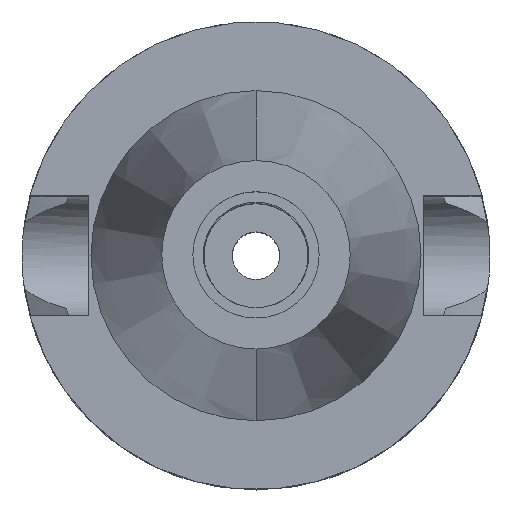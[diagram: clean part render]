
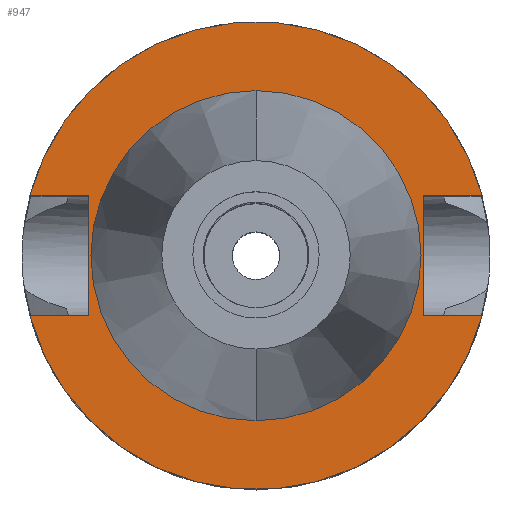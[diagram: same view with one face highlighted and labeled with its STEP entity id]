
A CAD part, top view. The second image highlights one B-rep face of the part: STEP entity #947.
In plain terms, the highlighted planar face has unit normal (0, 0, 1).
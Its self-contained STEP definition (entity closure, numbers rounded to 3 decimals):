
#2 = EDGE_CURVE ( 'NONE', #1684, #2535, #2808, .T. ) ;
#23 = ORIENTED_EDGE ( 'NONE', *, *, #2336, .F. ) ;
#30 = CARTESIAN_POINT ( 'NONE',  ( 22.5, -8.05, -1. ) ) ;
#52 = CARTESIAN_POINT ( 'NONE',  ( -22.5, 8.05, -1. ) ) ;
#102 = CARTESIAN_POINT ( 'NONE',  ( -22.5, -8.05, -1. ) ) ;
#124 = CARTESIAN_POINT ( 'NONE',  ( -30.454, -8.05, -1. ) ) ;
#193 = DIRECTION ( 'NONE',  ( 1., 0., 0. ) ) ;
#205 = ORIENTED_EDGE ( 'NONE', *, *, #1498, .F. ) ;
#206 = FACE_OUTER_BOUND ( 'NONE', #1370, .T. ) ;
#310 = EDGE_CURVE ( 'NONE', #2843, #3077, #2934, .T. ) ;
#363 = LINE ( 'NONE', #819, #2557 ) ;
#401 = EDGE_CURVE ( 'NONE', #1390, #1652, #2550, .T. ) ;
#460 = PLANE ( 'NONE',  #830 ) ;
#489 = CARTESIAN_POINT ( 'NONE',  ( 0., 0., -1. ) ) ;
#501 = CARTESIAN_POINT ( 'NONE',  ( 0., 0., -1. ) ) ;
#562 = ORIENTED_EDGE ( 'NONE', *, *, #310, .F. ) ;
#574 = DIRECTION ( 'NONE',  ( -1., 0., 0. ) ) ;
#593 = VECTOR ( 'NONE', #1639, 1000. ) ;
#644 = ORIENTED_EDGE ( 'NONE', *, *, #2972, .T. ) ;
#676 = FACE_BOUND ( 'NONE', #1585, .T. ) ;
#689 = DIRECTION ( 'NONE',  ( 0., -1., 0. ) ) ;
#729 = VECTOR ( 'NONE', #2761, 1000. ) ;
#752 = DIRECTION ( 'NONE',  ( 0., 0., -1. ) ) ;
#797 = EDGE_CURVE ( 'NONE', #2535, #1684, #1472, .T. ) ;
#798 = ORIENTED_EDGE ( 'NONE', *, *, #797, .F. ) ;
#819 = CARTESIAN_POINT ( 'NONE',  ( 22.5, 8.05, -1. ) ) ;
#825 = CARTESIAN_POINT ( 'NONE',  ( -30.454, 8.05, -1. ) ) ;
#830 = AXIS2_PLACEMENT_3D ( 'NONE', #489, #2637, #689 ) ;
#847 = ORIENTED_EDGE ( 'NONE', *, *, #401, .T. ) ;
#904 = LINE ( 'NONE', #1849, #3023 ) ;
#919 = CARTESIAN_POINT ( 'NONE',  ( -22.5, -8.05, -1. ) ) ;
#947 = ADVANCED_FACE ( 'NONE', ( #206, #676 ), #460, .F. ) ;
#1078 = CARTESIAN_POINT ( 'NONE',  ( 0., 22.225, -1. ) ) ;
#1087 = CIRCLE ( 'NONE', #2863, 31.5 ) ;
#1191 = CARTESIAN_POINT ( 'NONE',  ( -22.5, 8.05, -1. ) ) ;
#1219 = DIRECTION ( 'NONE',  ( 0., 0., -1. ) ) ;
#1249 = CARTESIAN_POINT ( 'NONE',  ( 30.454, 8.05, -1. ) ) ;
#1270 = AXIS2_PLACEMENT_3D ( 'NONE', #1333, #2545, #1312 ) ;
#1310 = ORIENTED_EDGE ( 'NONE', *, *, #1999, .F. ) ;
#1312 = DIRECTION ( 'NONE',  ( 0., 1., 0. ) ) ;
#1322 = DIRECTION ( 'NONE',  ( 0., -1., 0. ) ) ;
#1333 = CARTESIAN_POINT ( 'NONE',  ( 0., 0., -1. ) ) ;
#1370 = EDGE_LOOP ( 'NONE', ( #644, #2322, #2124, #1310, #847, #23, #562, #205 ) ) ;
#1390 = VERTEX_POINT ( 'NONE', #1557 ) ;
#1472 = CIRCLE ( 'NONE', #1270, 22.225 ) ;
#1483 = AXIS2_PLACEMENT_3D ( 'NONE', #501, #1219, #1894 ) ;
#1498 = EDGE_CURVE ( 'NONE', #1780, #2843, #2233, .T. ) ;
#1557 = CARTESIAN_POINT ( 'NONE',  ( 22.5, 8.05, -1. ) ) ;
#1585 = EDGE_LOOP ( 'NONE', ( #798, #1774 ) ) ;
#1639 = DIRECTION ( 'NONE',  ( -1., 0., 0. ) ) ;
#1652 = VERTEX_POINT ( 'NONE', #1249 ) ;
#1684 = VERTEX_POINT ( 'NONE', #2687 ) ;
#1696 = VERTEX_POINT ( 'NONE', #124 ) ;
#1720 = CARTESIAN_POINT ( 'NONE',  ( -22.5, -8.05, -1. ) ) ;
#1738 = DIRECTION ( 'NONE',  ( 0., -1., 0. ) ) ;
#1774 = ORIENTED_EDGE ( 'NONE', *, *, #2, .F. ) ;
#1780 = VERTEX_POINT ( 'NONE', #1720 ) ;
#1849 = CARTESIAN_POINT ( 'NONE',  ( 22.5, -8.05, -1. ) ) ;
#1868 = VERTEX_POINT ( 'NONE', #30 ) ;
#1894 = DIRECTION ( 'NONE',  ( 0., 1., 0. ) ) ;
#1902 = EDGE_CURVE ( 'NONE', #2906, #1696, #1087, .T. ) ;
#1922 = VECTOR ( 'NONE', #574, 1000. ) ;
#1944 = CARTESIAN_POINT ( 'NONE',  ( 0., 0., -1. ) ) ;
#1999 = EDGE_CURVE ( 'NONE', #1390, #1868, #363, .T. ) ;
#2023 = VECTOR ( 'NONE', #2310, 1000. ) ;
#2124 = ORIENTED_EDGE ( 'NONE', *, *, #2148, .F. ) ;
#2148 = EDGE_CURVE ( 'NONE', #1868, #2906, #904, .T. ) ;
#2233 = LINE ( 'NONE', #102, #729 ) ;
#2310 = DIRECTION ( 'NONE',  ( 1., 0., 0. ) ) ;
#2322 = ORIENTED_EDGE ( 'NONE', *, *, #1902, .F. ) ;
#2336 = EDGE_CURVE ( 'NONE', #3077, #1652, #2865, .T. ) ;
#2535 = VERTEX_POINT ( 'NONE', #1078 ) ;
#2545 = DIRECTION ( 'NONE',  ( 0., 0., 1. ) ) ;
#2550 = LINE ( 'NONE', #2792, #2023 ) ;
#2557 = VECTOR ( 'NONE', #1738, 1000. ) ;
#2623 = CARTESIAN_POINT ( 'NONE',  ( 30.454, -8.05, -1. ) ) ;
#2637 = DIRECTION ( 'NONE',  ( 0., 0., -1. ) ) ;
#2646 = AXIS2_PLACEMENT_3D ( 'NONE', #3026, #2766, #1322 ) ;
#2687 = CARTESIAN_POINT ( 'NONE',  ( 0., -22.225, -1. ) ) ;
#2761 = DIRECTION ( 'NONE',  ( 0., 1., 0. ) ) ;
#2766 = DIRECTION ( 'NONE',  ( 0., 0., 1. ) ) ;
#2792 = CARTESIAN_POINT ( 'NONE',  ( 22.5, 8.05, -1. ) ) ;
#2808 = CIRCLE ( 'NONE', #2646, 22.225 ) ;
#2843 = VERTEX_POINT ( 'NONE', #1191 ) ;
#2863 = AXIS2_PLACEMENT_3D ( 'NONE', #1944, #752, #2882 ) ;
#2865 = CIRCLE ( 'NONE', #1483, 31.5 ) ;
#2882 = DIRECTION ( 'NONE',  ( 0., -1., 0. ) ) ;
#2906 = VERTEX_POINT ( 'NONE', #2623 ) ;
#2934 = LINE ( 'NONE', #52, #1922 ) ;
#2972 = EDGE_CURVE ( 'NONE', #1780, #1696, #3100, .T. ) ;
#3023 = VECTOR ( 'NONE', #193, 1000. ) ;
#3026 = CARTESIAN_POINT ( 'NONE',  ( 0., 0., -1. ) ) ;
#3077 = VERTEX_POINT ( 'NONE', #825 ) ;
#3100 = LINE ( 'NONE', #919, #593 ) ;
